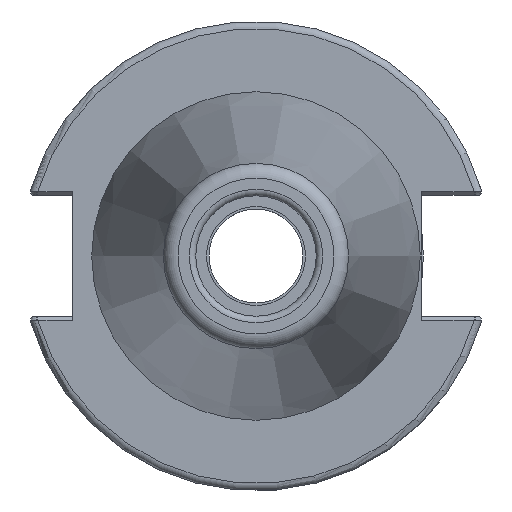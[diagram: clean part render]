
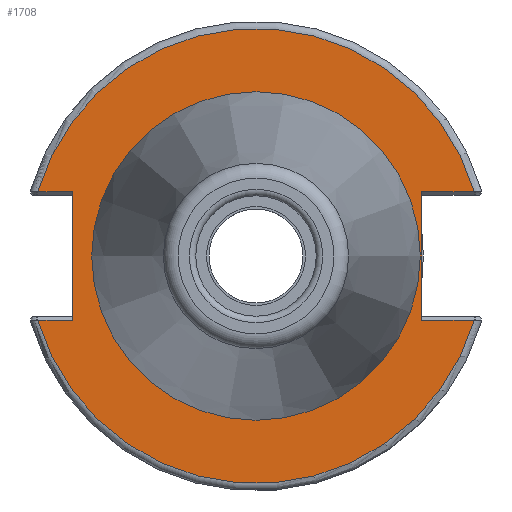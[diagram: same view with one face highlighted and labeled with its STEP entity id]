
A CAD part, left-side view. The second image highlights one B-rep face of the part: STEP entity #1708.
In plain terms, the highlighted planar face has unit normal (-1, 0, 0).
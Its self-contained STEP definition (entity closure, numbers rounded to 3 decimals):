
#15=FACE_BOUND('',#435,.T.);
#94=LINE('',#2710,#198);
#96=LINE('',#2778,#200);
#97=LINE('',#2780,#201);
#98=LINE('',#2784,#202);
#99=LINE('',#2786,#203);
#100=LINE('',#2787,#204);
#198=VECTOR('',#2049,10.);
#200=VECTOR('',#2067,10.);
#201=VECTOR('',#2068,10.);
#202=VECTOR('',#2071,10.);
#203=VECTOR('',#2072,10.);
#204=VECTOR('',#2073,10.);
#293=PLANE('',#1838);
#339=FACE_OUTER_BOUND('',#434,.T.);
#434=EDGE_LOOP('',(#1204,#1205,#1206,#1207,#1208,#1209,#1210,#1211));
#435=EDGE_LOOP('',(#1212,#1213));
#540=CIRCLE('',#1837,30.775);
#541=CIRCLE('',#1839,30.775);
#542=CIRCLE('',#1840,22.225);
#543=CIRCLE('',#1841,22.225);
#702=VERTEX_POINT('',#2703);
#705=VERTEX_POINT('',#2708);
#711=VERTEX_POINT('',#2756);
#713=VERTEX_POINT('',#2777);
#714=VERTEX_POINT('',#2779);
#715=VERTEX_POINT('',#2781);
#716=VERTEX_POINT('',#2783);
#717=VERTEX_POINT('',#2785);
#718=VERTEX_POINT('',#2788);
#719=VERTEX_POINT('',#2789);
#898=EDGE_CURVE('',#705,#702,#94,.T.);
#908=EDGE_CURVE('',#702,#711,#540,.T.);
#911=EDGE_CURVE('',#705,#713,#96,.T.);
#912=EDGE_CURVE('',#714,#713,#97,.T.);
#913=EDGE_CURVE('',#715,#714,#541,.T.);
#914=EDGE_CURVE('',#716,#715,#98,.T.);
#915=EDGE_CURVE('',#716,#717,#99,.T.);
#916=EDGE_CURVE('',#711,#717,#100,.T.);
#917=EDGE_CURVE('',#718,#719,#542,.T.);
#918=EDGE_CURVE('',#719,#718,#543,.T.);
#1204=ORIENTED_EDGE('',*,*,#898,.F.);
#1205=ORIENTED_EDGE('',*,*,#911,.T.);
#1206=ORIENTED_EDGE('',*,*,#912,.F.);
#1207=ORIENTED_EDGE('',*,*,#913,.F.);
#1208=ORIENTED_EDGE('',*,*,#914,.F.);
#1209=ORIENTED_EDGE('',*,*,#915,.T.);
#1210=ORIENTED_EDGE('',*,*,#916,.F.);
#1211=ORIENTED_EDGE('',*,*,#908,.F.);
#1212=ORIENTED_EDGE('',*,*,#917,.T.);
#1213=ORIENTED_EDGE('',*,*,#918,.T.);
#1708=ADVANCED_FACE('',(#339,#15),#293,.T.);
#1837=AXIS2_PLACEMENT_3D('',#2757,#2063,#2064);
#1838=AXIS2_PLACEMENT_3D('',#2776,#2065,#2066);
#1839=AXIS2_PLACEMENT_3D('',#2782,#2069,#2070);
#1840=AXIS2_PLACEMENT_3D('',#2790,#2074,#2075);
#1841=AXIS2_PLACEMENT_3D('',#2791,#2076,#2077);
#2049=DIRECTION('',(0.,-1.,0.));
#2063=DIRECTION('center_axis',(1.,0.,0.));
#2064=DIRECTION('ref_axis',(0.,0.,-1.));
#2065=DIRECTION('center_axis',(-1.,0.,0.));
#2066=DIRECTION('ref_axis',(0.,0.,1.));
#2067=DIRECTION('',(0.,0.,1.));
#2068=DIRECTION('',(0.,1.,0.));
#2069=DIRECTION('center_axis',(1.,0.,0.));
#2070=DIRECTION('ref_axis',(0.,0.,-1.));
#2071=DIRECTION('',(0.,1.,0.));
#2072=DIRECTION('',(0.,0.,-1.));
#2073=DIRECTION('',(0.,-1.,0.));
#2074=DIRECTION('center_axis',(1.,0.,0.));
#2075=DIRECTION('ref_axis',(0.,0.,-1.));
#2076=DIRECTION('center_axis',(1.,0.,0.));
#2077=DIRECTION('ref_axis',(0.,0.,-1.));
#2703=CARTESIAN_POINT('',(1.,-29.523,-8.69));
#2708=CARTESIAN_POINT('',(1.,-22.41,-8.69));
#2710=CARTESIAN_POINT('',(1.,-4.878,-8.69));
#2756=CARTESIAN_POINT('',(1.,29.523,-8.69));
#2757=CARTESIAN_POINT('Origin',(1.,0.,
0.));
#2776=CARTESIAN_POINT('Origin',(1.,30.775,0.));
#2777=CARTESIAN_POINT('',(1.,-22.41,8.69));
#2778=CARTESIAN_POINT('',(1.,-22.41,-4.095));
#2779=CARTESIAN_POINT('',(1.,-29.523,8.69));
#2780=CARTESIAN_POINT('',(1.,4.182,8.69));
#2781=CARTESIAN_POINT('',(1.,29.523,8.69));
#2782=CARTESIAN_POINT('Origin',(1.,0.,
0.));
#2783=CARTESIAN_POINT('',(1.,24.8,8.69));
#2784=CARTESIAN_POINT('',(1.,32.958,8.69));
#2785=CARTESIAN_POINT('',(1.,24.8,-8.69));
#2786=CARTESIAN_POINT('',(1.,24.8,4.095));
#2787=CARTESIAN_POINT('',(1.,27.788,-8.69));
#2788=CARTESIAN_POINT('',(1.,22.225,0.));
#2789=CARTESIAN_POINT('',(1.,-22.225,0.));
#2790=CARTESIAN_POINT('Origin',(1.,0.,
0.));
#2791=CARTESIAN_POINT('Origin',(1.,0.,
0.));
